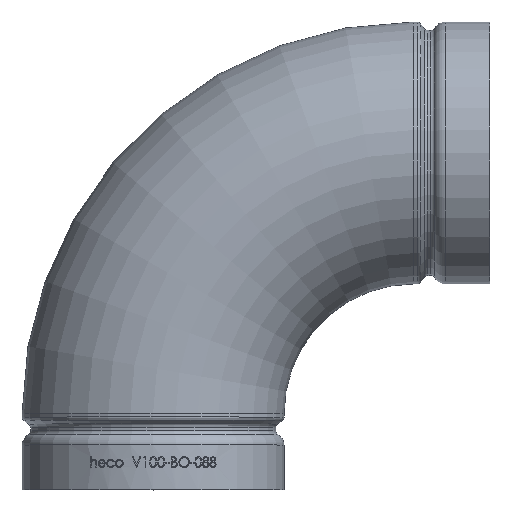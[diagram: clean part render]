
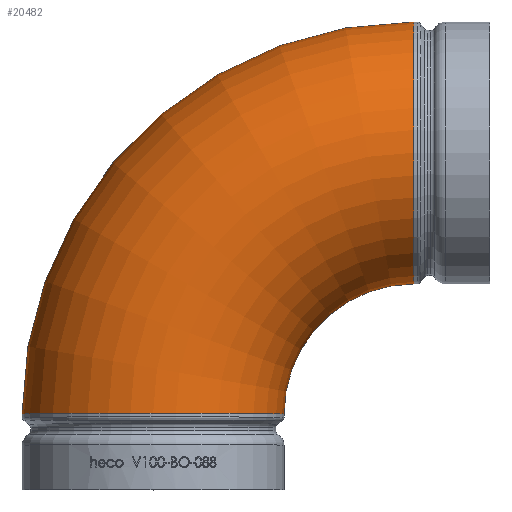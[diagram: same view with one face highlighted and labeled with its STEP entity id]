
A CAD part, top view. The second image highlights one B-rep face of the part: STEP entity #20482.
In plain terms, the highlighted toroidal (fillet/blend) face has major radius 88.456 mm and minor radius 44.45 mm.
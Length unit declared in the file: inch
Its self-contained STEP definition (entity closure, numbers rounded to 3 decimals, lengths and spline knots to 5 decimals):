
#1554 = EDGE_CURVE ( 'NONE', #5671, #5671, #1884, .T. ) ;
#1884 = CIRCLE ( 'NONE', #14942, 1.75 ) ;
#5671 = VERTEX_POINT ( 'NONE', #27805 ) ;
#6608 = DIRECTION ( 'NONE',  ( 1., 0., 0. ) ) ;
#8390 = AXIS2_PLACEMENT_3D ( 'NONE', #23891, #10775, #17537 ) ;
#8648 = EDGE_LOOP ( 'NONE', ( #17615 ) ) ;
#8774 = VERTEX_POINT ( 'NONE', #16720 ) ;
#8902 = CARTESIAN_POINT ( 'NONE',  ( 3.48253, 0., 0. ) ) ;
#10775 = DIRECTION ( 'NONE',  ( 0., -1., 0. ) ) ;
#12107 = CARTESIAN_POINT ( 'NONE',  ( 3.48253, -3.48253, 0. ) ) ;
#14237 = FACE_OUTER_BOUND ( 'NONE', #15945, .T. ) ;
#14327 = DIRECTION ( 'NONE',  ( 1., 0., 0. ) ) ;
#14458 = EDGE_CURVE ( 'NONE', #8774, #8774, #18294, .T. ) ;
#14572 = ORIENTED_EDGE ( 'NONE', *, *, #14458, .F. ) ;
#14942 = AXIS2_PLACEMENT_3D ( 'NONE', #8902, #6608, #26472 ) ;
#15945 = EDGE_LOOP ( 'NONE', ( #14572 ) ) ;
#16720 = CARTESIAN_POINT ( 'NONE',  ( 0., -3.48253, -1.75 ) ) ;
#17537 = DIRECTION ( 'NONE',  ( 0., 0., -1. ) ) ;
#17615 = ORIENTED_EDGE ( 'NONE', *, *, #1554, .F. ) ;
#18294 = CIRCLE ( 'NONE', #8390, 1.75 ) ;
#18392 = FACE_OUTER_BOUND ( 'NONE', #8648, .T. ) ;
#20482 = ADVANCED_FACE ( 'NONE', ( #14237, #18392 ), #24268, .T. ) ;
#20681 = AXIS2_PLACEMENT_3D ( 'NONE', #12107, #27533, #14327 ) ;
#23891 = CARTESIAN_POINT ( 'NONE',  ( 0., -3.48253, 0. ) ) ;
#24268 = TOROIDAL_SURFACE ( 'NONE', #20681, 3.48253, 1.75 ) ;
#26472 = DIRECTION ( 'NONE',  ( 0., 0., -1. ) ) ;
#27533 = DIRECTION ( 'NONE',  ( 0., 0., 1. ) ) ;
#27805 = CARTESIAN_POINT ( 'NONE',  ( 3.48253, 0., -1.75 ) ) ;
